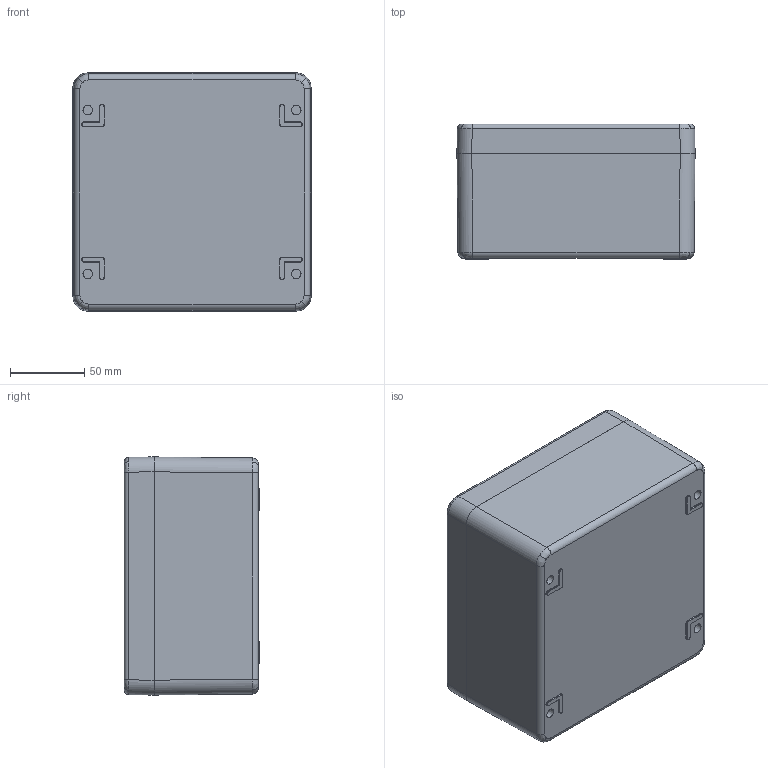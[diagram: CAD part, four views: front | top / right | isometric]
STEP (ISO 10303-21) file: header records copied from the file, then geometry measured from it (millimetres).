
FILE_DESCRIPTION(/* description */ (''),/* implementation_level */ '2;1');
FILE_NAME(/* name */ '17161609000-RST.stp',/* time_stamp */ '2021-09-08T11:56:06+02:00',/* author */ ('sl'),/* organization */ (''),/* preprocessor_version */ 'ST-DEVELOPER v16.5',/* originating_system */ 'Autodesk Inventor 2017',/* authorisation */ '');
FILE_SCHEMA (('AUTOMOTIVE_DESIGN { 1 0 10303 214 3 1 1 }'));
Length unit declared in the file: millimetre
Products named in the file (9): Ex-Polyester-Gehäuse-13-BG-0001-17_161609_000; Deckel-Ex-Polyester-Gehäuse-13-BG-0003-17_161609_0
00; Ex-Polyester-Gehäuse-13-BT-0001-17_161609_000; Dichtlippe-Ex-Polyester-Gehäuse-13-BT-0002-17_161609_000; Ex-Polyester-Gehäuse-13-BG-0002-17_161609_000; 23046-Ex Unterteil; 86224; 86222; SchraubeM6x30-10
Assembly tree (19 placements, depth 3):
  Ex-Polyester-Gehäuse-13-BG-0001-17_161609_000
    Deckel-Ex-Polyester-Gehäuse-13-BG-0003-17_161609_0
00
      Ex-Polyester-Gehäuse-13-BT-0001-17_161609_000
      Dichtlippe-Ex-Polyester-Gehäuse-13-BT-0002-17_161609_000
    Ex-Polyester-Gehäuse-13-BG-0002-17_161609_000
      86224  x4
      86222  x6
      23046-Ex Unterteil
    SchraubeM6x30-10  x4
Bounding box: 160 x 91 x 160 mm (x, y, z)
Volume: 692812.5 mm3; surface area: 235712.3 mm2
Topology: 17 solids, 17 shells, 1033 faces, 2428 edges, 1488 vertices
Faces by surface type: plane 365, cylinder 248, bspline 152, cone 144, torus 120, sphere 4
Full cylindrical faces by diameter (mm): 5 x20, 5.02 x10, 5.3 x4, 6 x4, 7.4 x10, 8 x4
Entity records: 24140 total; most frequent: CARTESIAN_POINT 7787, DIRECTION 3598, ORIENTED_EDGE 3236, EDGE_CURVE 1618, AXIS2_PLACEMENT_3D 1519, VERTEX_POINT 1004, EDGE_LOOP 858, FACE_OUTER_BOUND 733
